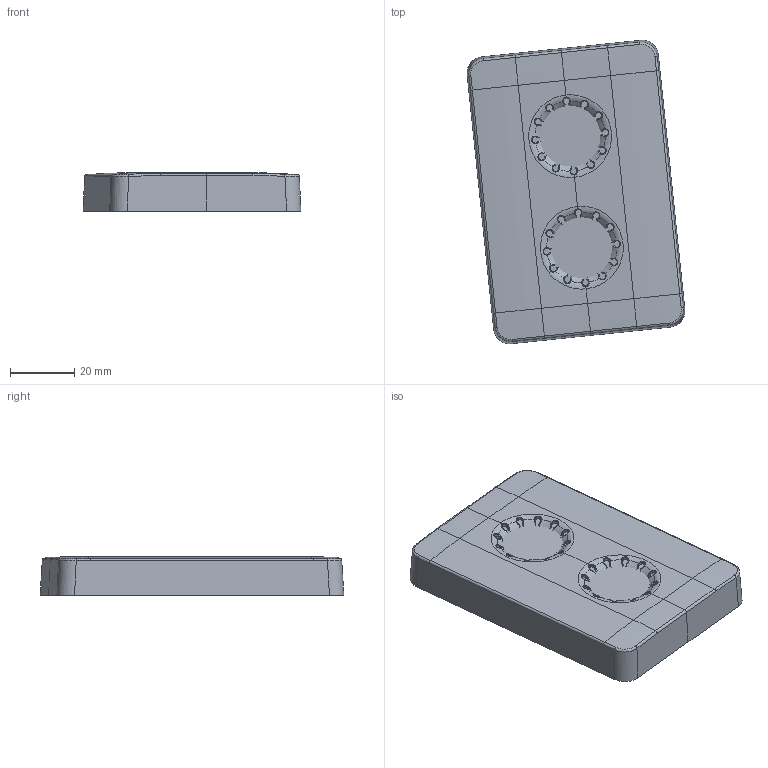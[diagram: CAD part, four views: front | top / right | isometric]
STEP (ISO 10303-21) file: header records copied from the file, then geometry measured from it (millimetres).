
FILE_DESCRIPTION(('CATIA V5 STEP Exchange'),'2;1');
FILE_NAME('STEP_449901_-_TST.stp','2018-02-16T08:51:52+00:00',('none'),('none'),'CATIA Version 5-6 Release 2016 SP4','CATIA V5 STEP AP203','none');
FILE_SCHEMA(('CONFIG_CONTROL_DESIGN'));
Length unit declared in the file: millimetre
Products named in the file (1): 449901-TST
Bounding box: 68.01 x 94.76 x 12 mm (x, y, z)
Volume: 50198.4 mm3; surface area: 31144.4 mm2
Topology: 1 solids, 3 shells, 966 faces, 2620 edges, 1580 vertices
Faces by surface type: cylinder 298, bspline 232, plane 166, torus 150, sphere 68, cone 52
Entity records: 42587 total; most frequent: CARTESIAN_POINT 23316, ORIENTED_EDGE 4932, EDGE_CURVE 2560, DIRECTION 2514, VERTEX_POINT 1580, B_SPLINE_CURVE_WITH_KNOTS 1176, AXIS2_PLACEMENT_3D 1124, ADVANCED_FACE 966
